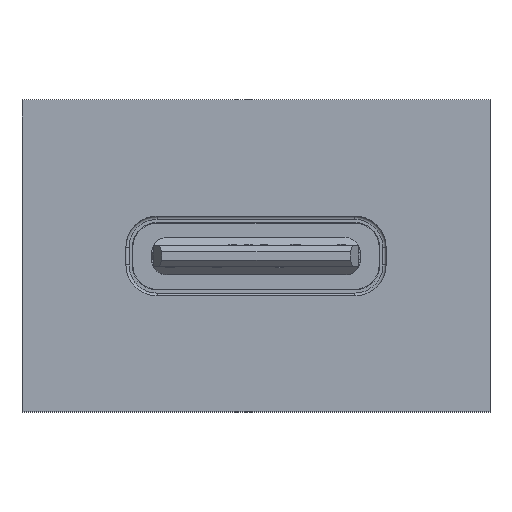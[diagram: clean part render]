
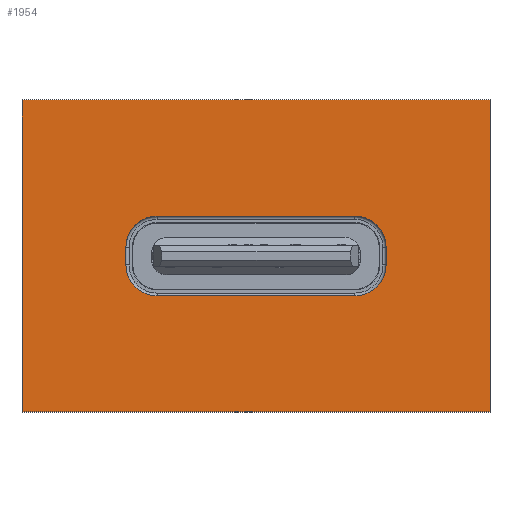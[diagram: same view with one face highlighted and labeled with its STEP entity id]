
A CAD part, top view. The second image highlights one B-rep face of the part: STEP entity #1954.
In plain terms, the highlighted planar face has unit normal (0, 0, 1).
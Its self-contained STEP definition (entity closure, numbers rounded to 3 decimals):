
#320=FACE_BOUND('',#3730,.T.);
#321=FACE_BOUND('',#3731,.T.);
#949=PLANE('',#17091);
#1954=ADVANCED_FACE('',(#320,#321),#949,.F.);
#3730=EDGE_LOOP('',(#11708,#11709,#11710,#11711,#11712,#11713,#11714,#11715));
#3731=EDGE_LOOP('',(#11716,#11717,#11718,#11719));
#5527=LINE('',#26076,#7348);
#5528=LINE('',#26080,#7349);
#5529=LINE('',#26084,#7350);
#5530=LINE('',#26088,#7351);
#5531=LINE('',#26089,#7352);
#5532=LINE('',#26092,#7353);
#5533=LINE('',#26094,#7354);
#5534=LINE('',#26096,#7355);
#7348=VECTOR('',#21214,1.);
#7349=VECTOR('',#21217,1.);
#7350=VECTOR('',#21220,1.);
#7351=VECTOR('',#21223,1.);
#7352=VECTOR('',#21224,1.);
#7353=VECTOR('',#21225,1.);
#7354=VECTOR('',#21226,1.);
#7355=VECTOR('',#21227,1.);
#11708=ORIENTED_EDGE('',*,*,#15492,.F.);
#11709=ORIENTED_EDGE('',*,*,#15493,.F.);
#11710=ORIENTED_EDGE('',*,*,#15494,.F.);
#11711=ORIENTED_EDGE('',*,*,#15495,.F.);
#11712=ORIENTED_EDGE('',*,*,#15496,.F.);
#11713=ORIENTED_EDGE('',*,*,#15497,.F.);
#11714=ORIENTED_EDGE('',*,*,#15498,.F.);
#11715=ORIENTED_EDGE('',*,*,#15499,.F.);
#11716=ORIENTED_EDGE('',*,*,#15500,.F.);
#11717=ORIENTED_EDGE('',*,*,#15501,.F.);
#11718=ORIENTED_EDGE('',*,*,#15502,.F.);
#11719=ORIENTED_EDGE('',*,*,#15503,.F.);
#13286=VERTEX_POINT('',#26074);
#13287=VERTEX_POINT('',#26075);
#13288=VERTEX_POINT('',#26077);
#13289=VERTEX_POINT('',#26079);
#13290=VERTEX_POINT('',#26081);
#13291=VERTEX_POINT('',#26083);
#13292=VERTEX_POINT('',#26085);
#13293=VERTEX_POINT('',#26087);
#13294=VERTEX_POINT('',#26090);
#13295=VERTEX_POINT('',#26091);
#13296=VERTEX_POINT('',#26093);
#13297=VERTEX_POINT('',#26095);
#15492=EDGE_CURVE('',#13286,#13287,#15909,.T.);
#15493=EDGE_CURVE('',#13288,#13286,#5527,.T.);
#15494=EDGE_CURVE('',#13289,#13288,#15910,.T.);
#15495=EDGE_CURVE('',#13290,#13289,#5528,.T.);
#15496=EDGE_CURVE('',#13291,#13290,#15911,.T.);
#15497=EDGE_CURVE('',#13292,#13291,#5529,.T.);
#15498=EDGE_CURVE('',#13293,#13292,#15912,.T.);
#15499=EDGE_CURVE('',#13287,#13293,#5530,.T.);
#15500=EDGE_CURVE('',#13294,#13295,#5531,.T.);
#15501=EDGE_CURVE('',#13296,#13294,#5532,.T.);
#15502=EDGE_CURVE('',#13297,#13296,#5533,.T.);
#15503=EDGE_CURVE('',#13295,#13297,#5534,.T.);
#15909=CIRCLE('',#17087,1.);
#15910=CIRCLE('',#17088,1.);
#15911=CIRCLE('',#17089,1.);
#15912=CIRCLE('',#17090,1.);
#17087=AXIS2_PLACEMENT_3D('',#26073,#21212,#21213);
#17088=AXIS2_PLACEMENT_3D('',#26078,#21215,#21216);
#17089=AXIS2_PLACEMENT_3D('',#26082,#21218,#21219);
#17090=AXIS2_PLACEMENT_3D('',#26086,#21221,#21222);
#17091=AXIS2_PLACEMENT_3D('',#26097,#21228,#21229);
#21212=DIRECTION('',(0.,0.,1.));
#21213=DIRECTION('',(-1.,0.,0.));
#21214=DIRECTION('',(-1.,0.,0.));
#21215=DIRECTION('',(0.,0.,1.));
#21216=DIRECTION('',(-1.,0.,0.));
#21217=DIRECTION('',(0.,1.,0.));
#21218=DIRECTION('',(0.,0.,1.));
#21219=DIRECTION('',(-1.,0.,0.));
#21220=DIRECTION('',(1.,0.,0.));
#21221=DIRECTION('',(0.,0.,1.));
#21222=DIRECTION('',(-1.,0.,0.));
#21223=DIRECTION('',(0.,-1.,0.));
#21224=DIRECTION('',(-1.,0.,0.));
#21225=DIRECTION('',(0.,-1.,0.));
#21226=DIRECTION('',(1.,0.,0.));
#21227=DIRECTION('',(0.,1.,0.));
#21228=DIRECTION('',(0.,0.,-1.));
#21229=DIRECTION('',(-1.,0.,0.));
#26073=CARTESIAN_POINT('',(-59.663,-30.537,75.792));
#26074=CARTESIAN_POINT('',(-59.663,-29.537,75.792));
#26075=CARTESIAN_POINT('',(-60.663,-30.537,75.792));
#26076=CARTESIAN_POINT('',(-59.663,-29.537,75.792));
#26077=CARTESIAN_POINT('',(-53.323,-29.537,75.792));
#26078=CARTESIAN_POINT('',(-53.323,-30.537,75.792));
#26079=CARTESIAN_POINT('',(-52.323,-30.537,75.792));
#26080=CARTESIAN_POINT('',(-52.323,-30.537,75.792));
#26081=CARTESIAN_POINT('',(-52.323,-31.097,75.792));
#26082=CARTESIAN_POINT('',(-53.323,-31.097,75.792));
#26083=CARTESIAN_POINT('',(-53.323,-32.097,75.792));
#26084=CARTESIAN_POINT('',(-59.663,-32.097,75.792));
#26085=CARTESIAN_POINT('',(-59.663,-32.097,75.792));
#26086=CARTESIAN_POINT('',(-59.663,-31.097,75.792));
#26087=CARTESIAN_POINT('',(-60.663,-31.097,75.792));
#26088=CARTESIAN_POINT('',(-60.663,-30.537,75.792));
#26089=CARTESIAN_POINT('',(-59.663,-35.817,75.792));
#26090=CARTESIAN_POINT('',(-48.993,-35.817,75.792));
#26091=CARTESIAN_POINT('',(-63.993,-35.817,75.792));
#26092=CARTESIAN_POINT('',(-48.993,-30.537,75.792));
#26093=CARTESIAN_POINT('',(-48.993,-25.817,75.792));
#26094=CARTESIAN_POINT('',(-59.663,-25.817,75.792));
#26095=CARTESIAN_POINT('',(-63.993,-25.817,75.792));
#26096=CARTESIAN_POINT('',(-63.993,-30.537,75.792));
#26097=CARTESIAN_POINT('',(-59.663,-30.537,75.792));
